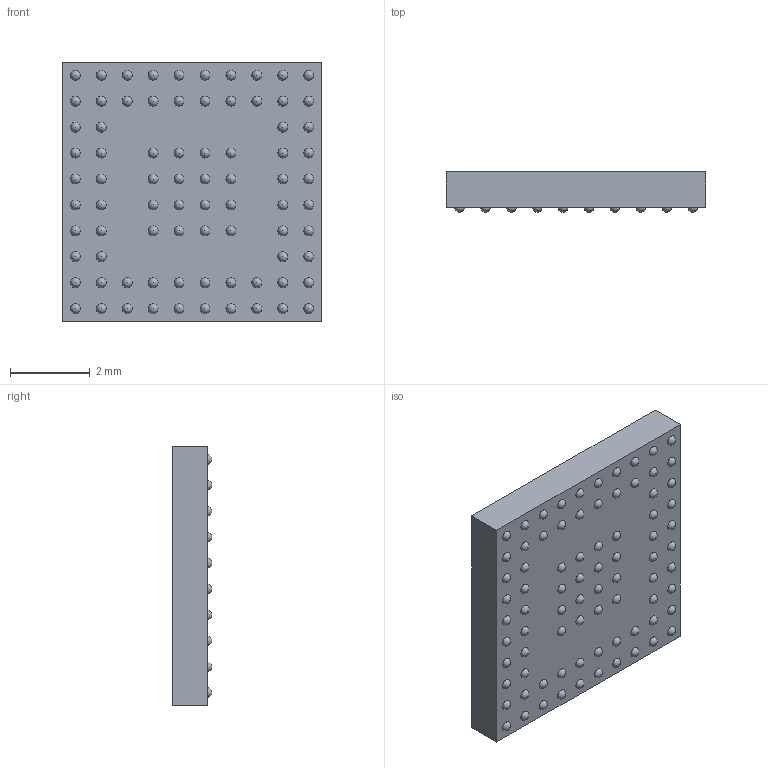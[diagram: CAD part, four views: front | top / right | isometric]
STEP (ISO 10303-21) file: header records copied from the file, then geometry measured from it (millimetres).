
FILE_DESCRIPTION (( 'STEP AP214' ), '1' );
FILE_NAME ('LIF-MD6000-6JMG80I.STEP', '2020-06-21T18:12:26', ( '' ), ( '' ), 'SwSTEP 2.0', 'SolidWorks 2017', '' );
FILE_SCHEMA (( 'AUTOMOTIVE_DESIGN' ));
Length unit declared in the file: millimetre
Products named in the file (1): LIF-MD6000-6JMG80I
Bounding box: 6.5 x 1 x 6.5 mm (x, y, z)
Volume: 37.9 mm3; surface area: 119.2 mm2
Topology: 82 solids, 82 shells, 173 faces, 344 edges, 256 vertices
Faces by surface type: plane 89, sphere 80, cylinder 4
Entity records: 4289 total; most frequent: DIRECTION 700, CARTESIAN_POINT 534, ORIENTED_EDGE 368, AXIS2_PLACEMENT_3D 342, EDGE_CURVE 184, VERTEX_POINT 176, EDGE_LOOP 174, ADVANCED_FACE 173
